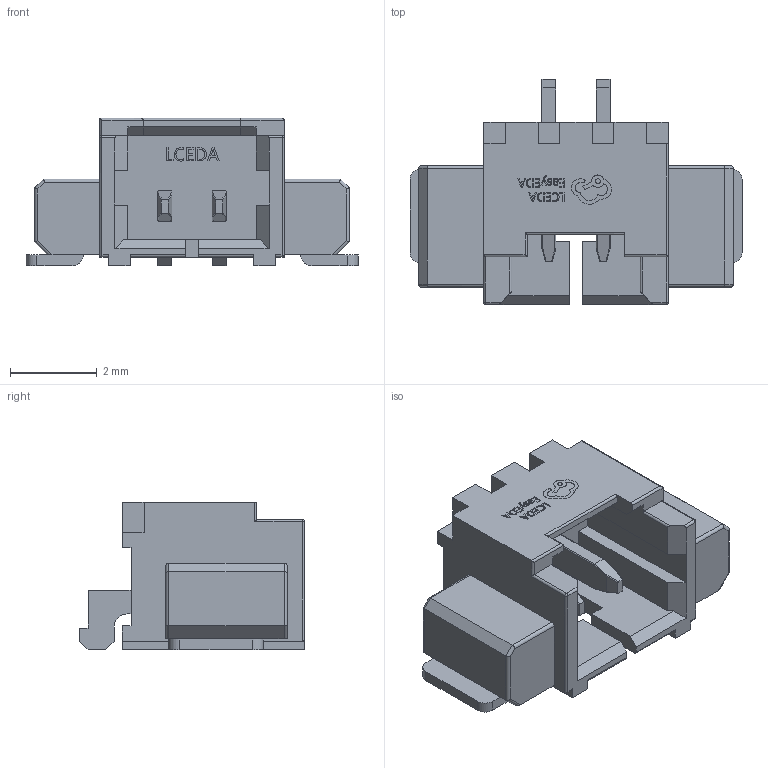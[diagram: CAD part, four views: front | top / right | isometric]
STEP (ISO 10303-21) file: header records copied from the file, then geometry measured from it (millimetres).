
FILE_DESCRIPTION(('FreeCAD Model'),'2;1');
FILE_NAME('Open CASCADE Shape Model','2025-02-20T21:51:11',('Author'),( ''),'Open CASCADE STEP processor 7.6','FreeCAD','Unknown');
FILE_SCHEMA(('AUTOMOTIVE_DESIGN { 1 0 10303 214 1 1 1 1 }'));
Length unit declared in the file: millimetre
Products named in the file (17): COMPOUND016; COMPOUND; COMPOUND001; COMPOUND002; COMPOUND003; COMPOUND004; COMPOUND005; COMPOUND006; COMPOUND007; COMPOUND008; COMPOUND009; COMPOUND010; COMPOUND011; COMPOUND012; COMPOUND013; COMPOUND014; COMPOUND015
Assembly tree (16 placements, depth 2):
  COMPOUND016
    COMPOUND
    COMPOUND001
    COMPOUND002
    COMPOUND003
    COMPOUND004
    COMPOUND005
    COMPOUND006
    COMPOUND007
    COMPOUND008
    COMPOUND009
    COMPOUND010
    COMPOUND011
    COMPOUND012
    COMPOUND013
    COMPOUND014
    COMPOUND015
Bounding box: 7.65 x 5.19 x 3.4 mm (x, y, z)
Volume: 45.4 mm3; surface area: 194.4 mm2
Topology: 16 solids, 16 shells, 586 faces, 1566 edges, 1025 vertices
Faces by surface type: plane 380, bspline 136, cylinder 68, sphere 2
Entity records: 23029 total; most frequent: CARTESIAN_POINT 6577, ORIENTED_EDGE 3128, DIRECTION 2215, EDGE_CURVE 1564, LINE 1177, VECTOR 1177, VERTEX_POINT 1025, FACE_BOUND 613
